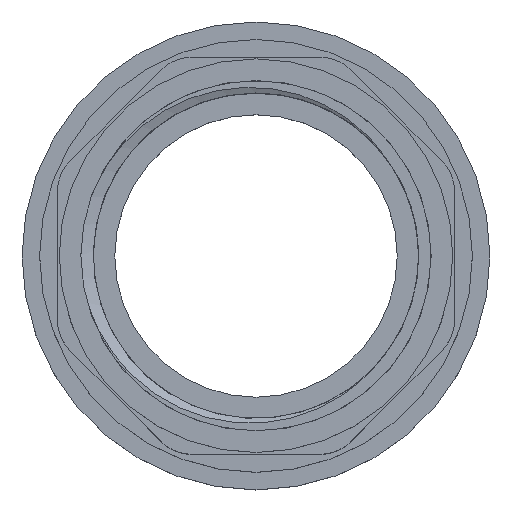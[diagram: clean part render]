
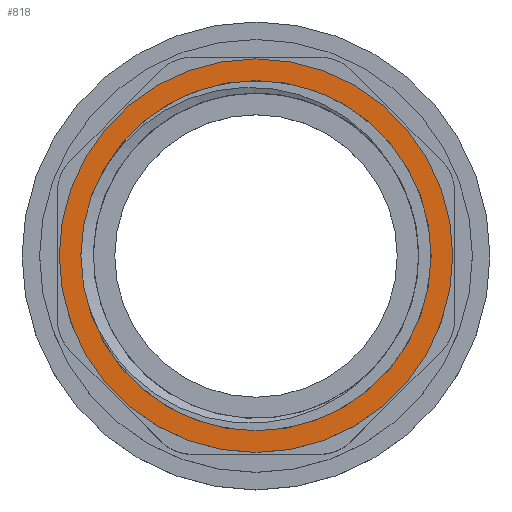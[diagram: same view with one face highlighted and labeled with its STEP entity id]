
A CAD part, top view. The second image highlights one B-rep face of the part: STEP entity #818.
In plain terms, the highlighted planar face has unit normal (0, 0, 1).
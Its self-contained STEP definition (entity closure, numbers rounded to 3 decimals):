
#21=FACE_BOUND('',#113,.T.);
#27=PLANE('',#898);
#61=FACE_OUTER_BOUND('',#112,.T.);
#112=EDGE_LOOP('',(#625));
#113=EDGE_LOOP('',(#626));
#141=CIRCLE('',#868,20.955);
#157=CIRCLE('',#899,23.55);
#339=VERTEX_POINT('',#2464);
#378=VERTEX_POINT('',#3771);
#427=EDGE_CURVE('',#339,#339,#141,.T.);
#478=EDGE_CURVE('',#378,#378,#157,.T.);
#625=ORIENTED_EDGE('',*,*,#478,.F.);
#626=ORIENTED_EDGE('',*,*,#427,.T.);
#818=ADVANCED_FACE('',(#61,#21),#27,.F.);
#868=AXIS2_PLACEMENT_3D('',#2466,#966,#967);
#898=AXIS2_PLACEMENT_3D('',#3770,#1044,#1045);
#899=AXIS2_PLACEMENT_3D('',#3772,#1046,#1047);
#966=DIRECTION('center_axis',(0.,0.,-1.));
#967=DIRECTION('ref_axis',(1.,0.,0.));
#1044=DIRECTION('center_axis',(0.,0.,-1.));
#1045=DIRECTION('ref_axis',(0.,1.,0.));
#1046=DIRECTION('center_axis',(0.,0.,-1.));
#1047=DIRECTION('ref_axis',(0.,1.,0.));
#2464=CARTESIAN_POINT('',(-20.955,0.,24.3));
#2466=CARTESIAN_POINT('Origin',(0.,0.,24.3));
#3770=CARTESIAN_POINT('Origin',(-20.955,0.,24.3));
#3771=CARTESIAN_POINT('',(0.,-23.55,24.3));
#3772=CARTESIAN_POINT('Origin',(0.,0.,24.3));
